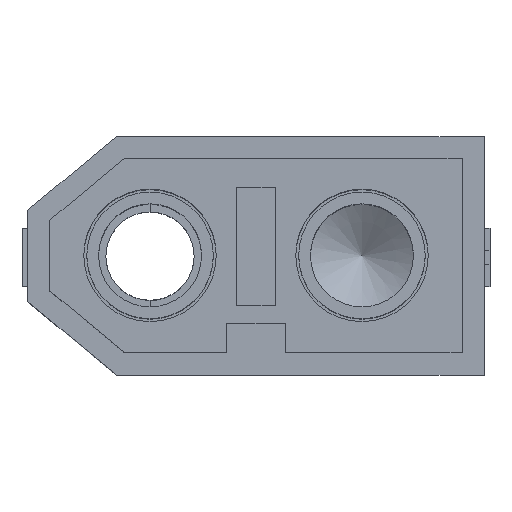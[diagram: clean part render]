
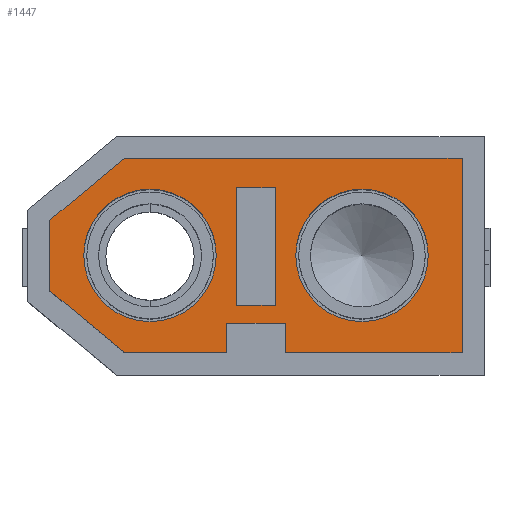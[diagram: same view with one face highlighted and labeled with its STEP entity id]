
A CAD part, top view. The second image highlights one B-rep face of the part: STEP entity #1447.
In plain terms, the highlighted planar face has unit normal (0, 0, 1).
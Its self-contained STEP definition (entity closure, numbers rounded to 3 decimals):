
#31=FACE_BOUND('',#224,.T.);
#32=FACE_BOUND('',#225,.T.);
#33=FACE_BOUND('',#226,.T.);
#49=CIRCLE('',#1576,2.25);
#51=CIRCLE('',#1580,2.25);
#137=FACE_OUTER_BOUND('',#223,.T.);
#223=EDGE_LOOP('',(#1123,#1124,#1125,#1126,#1127,#1128,#1129,#1130,#1131,
#1132));
#224=EDGE_LOOP('',(#1133));
#225=EDGE_LOOP('',(#1134));
#226=EDGE_LOOP('',(#1135,#1136,#1137,#1138));
#349=LINE('',#2261,#513);
#353=LINE('',#2269,#517);
#356=LINE('',#2275,#520);
#359=LINE('',#2280,#523);
#363=LINE('',#2290,#527);
#365=LINE('',#2295,#529);
#370=LINE('',#2303,#534);
#371=LINE('',#2306,#535);
#372=LINE('',#2308,#536);
#373=LINE('',#2310,#537);
#374=LINE('',#2312,#538);
#375=LINE('',#2314,#539);
#376=LINE('',#2316,#540);
#377=LINE('',#2317,#541);
#513=VECTOR('',#1846,1.);
#517=VECTOR('',#1852,1.);
#520=VECTOR('',#1857,1.);
#523=VECTOR('',#1862,1.);
#527=VECTOR('',#1870,1.);
#529=VECTOR('',#1874,1.);
#534=VECTOR('',#1881,1.);
#535=VECTOR('',#1884,1.);
#536=VECTOR('',#1885,1.);
#537=VECTOR('',#1886,1.);
#538=VECTOR('',#1887,1.);
#539=VECTOR('',#1888,1.);
#540=VECTOR('',#1889,1.);
#541=VECTOR('',#1890,1.);
#653=VERTEX_POINT('',#2231);
#655=VERTEX_POINT('',#2238);
#661=VERTEX_POINT('',#2259);
#662=VERTEX_POINT('',#2260);
#665=VERTEX_POINT('',#2268);
#667=VERTEX_POINT('',#2274);
#671=VERTEX_POINT('',#2287);
#672=VERTEX_POINT('',#2289);
#673=VERTEX_POINT('',#2293);
#674=VERTEX_POINT('',#2294);
#677=VERTEX_POINT('',#2305);
#678=VERTEX_POINT('',#2307);
#679=VERTEX_POINT('',#2309);
#680=VERTEX_POINT('',#2311);
#681=VERTEX_POINT('',#2313);
#682=VERTEX_POINT('',#2315);
#815=EDGE_CURVE('',#653,#653,#49,.T.);
#818=EDGE_CURVE('',#655,#655,#51,.T.);
#827=EDGE_CURVE('',#661,#662,#349,.T.);
#831=EDGE_CURVE('',#662,#665,#353,.T.);
#834=EDGE_CURVE('',#665,#667,#356,.T.);
#837=EDGE_CURVE('',#667,#661,#359,.T.);
#841=EDGE_CURVE('',#672,#671,#363,.T.);
#843=EDGE_CURVE('',#673,#674,#365,.T.);
#848=EDGE_CURVE('',#674,#672,#370,.T.);
#849=EDGE_CURVE('',#671,#677,#371,.T.);
#850=EDGE_CURVE('',#677,#678,#372,.T.);
#851=EDGE_CURVE('',#678,#679,#373,.T.);
#852=EDGE_CURVE('',#679,#680,#374,.T.);
#853=EDGE_CURVE('',#680,#681,#375,.T.);
#854=EDGE_CURVE('',#681,#682,#376,.T.);
#855=EDGE_CURVE('',#682,#673,#377,.T.);
#1123=ORIENTED_EDGE('',*,*,#843,.T.);
#1124=ORIENTED_EDGE('',*,*,#848,.T.);
#1125=ORIENTED_EDGE('',*,*,#841,.T.);
#1126=ORIENTED_EDGE('',*,*,#849,.T.);
#1127=ORIENTED_EDGE('',*,*,#850,.T.);
#1128=ORIENTED_EDGE('',*,*,#851,.T.);
#1129=ORIENTED_EDGE('',*,*,#852,.T.);
#1130=ORIENTED_EDGE('',*,*,#853,.T.);
#1131=ORIENTED_EDGE('',*,*,#854,.T.);
#1132=ORIENTED_EDGE('',*,*,#855,.T.);
#1133=ORIENTED_EDGE('',*,*,#815,.T.);
#1134=ORIENTED_EDGE('',*,*,#818,.T.);
#1135=ORIENTED_EDGE('',*,*,#827,.T.);
#1136=ORIENTED_EDGE('',*,*,#831,.T.);
#1137=ORIENTED_EDGE('',*,*,#834,.T.);
#1138=ORIENTED_EDGE('',*,*,#837,.T.);
#1375=PLANE('',#1599);
#1447=ADVANCED_FACE('',(#137,#31,#32,#33),#1375,.T.);
#1576=AXIS2_PLACEMENT_3D('',#2232,#1810,#1811);
#1580=AXIS2_PLACEMENT_3D('',#2239,#1819,#1820);
#1599=AXIS2_PLACEMENT_3D('',#2304,#1882,#1883);
#1810=DIRECTION('center_axis',(0.,0.,-1.));
#1811=DIRECTION('ref_axis',(0.,1.,0.));
#1819=DIRECTION('center_axis',(0.,0.,-1.));
#1820=DIRECTION('ref_axis',(0.,1.,0.));
#1846=DIRECTION('',(0.,-1.,0.));
#1852=DIRECTION('',(-1.,0.,0.));
#1857=DIRECTION('',(0.,1.,0.));
#1862=DIRECTION('',(1.,0.,0.));
#1870=DIRECTION('',(0.,-1.,0.));
#1874=DIRECTION('',(0.,1.,0.));
#1881=DIRECTION('',(1.,0.,0.));
#1882=DIRECTION('center_axis',(0.,0.,1.));
#1883=DIRECTION('ref_axis',(0.,1.,0.));
#1884=DIRECTION('',(1.,0.,0.));
#1885=DIRECTION('',(0.,1.,0.));
#1886=DIRECTION('',(-1.,0.,0.));
#1887=DIRECTION('',(-0.768,-0.64,0.));
#1888=DIRECTION('',(0.,-1.,0.));
#1889=DIRECTION('',(0.768,-0.64,0.));
#1890=DIRECTION('',(1.,0.,0.));
#2231=CARTESIAN_POINT('',(0.,-2.25,15.7));
#2232=CARTESIAN_POINT('Origin',(0.,0.,
15.7));
#2238=CARTESIAN_POINT('',(7.2,-2.25,15.7));
#2239=CARTESIAN_POINT('Origin',(7.2,0.,15.7));
#2259=CARTESIAN_POINT('',(4.249,2.3,15.7));
#2260=CARTESIAN_POINT('',(4.249,-1.7,15.7));
#2261=CARTESIAN_POINT('',(4.249,-0.85,15.7));
#2268=CARTESIAN_POINT('',(2.949,-1.7,15.7));
#2269=CARTESIAN_POINT('',(3.274,-1.7,15.7));
#2274=CARTESIAN_POINT('',(2.949,2.3,15.7));
#2275=CARTESIAN_POINT('',(2.949,1.15,15.7));
#2280=CARTESIAN_POINT('',(3.924,2.3,15.7));
#2287=CARTESIAN_POINT('',(4.6,-3.3,15.7));
#2289=CARTESIAN_POINT('',(4.6,-2.3,15.7));
#2290=CARTESIAN_POINT('',(4.6,-1.65,15.7));
#2293=CARTESIAN_POINT('',(2.6,-3.3,15.7));
#2294=CARTESIAN_POINT('',(2.6,-2.3,15.7));
#2295=CARTESIAN_POINT('',(2.6,-1.65,15.7));
#2303=CARTESIAN_POINT('',(3.6,-2.3,15.7));
#2304=CARTESIAN_POINT('Origin',(3.6,0.,15.7));
#2305=CARTESIAN_POINT('',(10.6,-3.3,15.7));
#2306=CARTESIAN_POINT('',(-0.878,-3.3,15.7));
#2307=CARTESIAN_POINT('',(10.6,3.3,15.7));
#2308=CARTESIAN_POINT('',(10.6,-3.3,15.7));
#2309=CARTESIAN_POINT('',(-0.878,3.3,15.7));
#2310=CARTESIAN_POINT('',(10.6,3.3,15.7));
#2311=CARTESIAN_POINT('',(-3.4,1.199,15.7));
#2312=CARTESIAN_POINT('',(-0.878,3.3,15.7));
#2313=CARTESIAN_POINT('',(-3.4,-1.199,15.7));
#2314=CARTESIAN_POINT('',(-3.4,1.199,15.7));
#2315=CARTESIAN_POINT('',(-0.878,-3.3,15.7));
#2316=CARTESIAN_POINT('',(-3.4,-1.199,15.7));
#2317=CARTESIAN_POINT('',(-0.878,-3.3,15.7));
